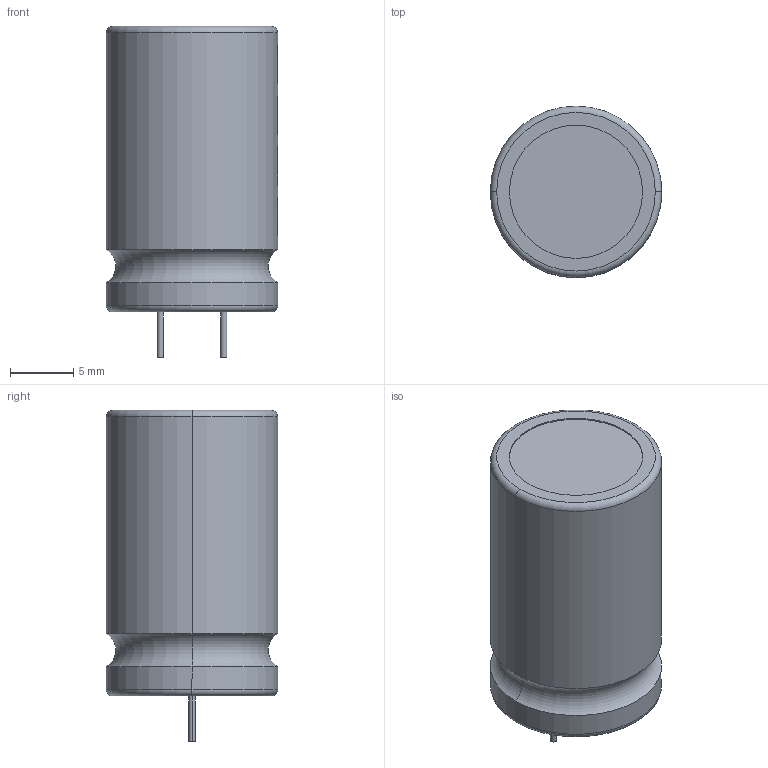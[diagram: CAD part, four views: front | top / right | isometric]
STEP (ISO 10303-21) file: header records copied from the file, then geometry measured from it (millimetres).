
FILE_DESCRIPTION((''),'2;1');
FILE_NAME('CAPPR500-1350X2200.stp','2012-04-11T14:34:54',(''),(''),'Mechanical Desktop 2011','Mechanical Desktop 2011',', , ');
FILE_SCHEMA(('AUTOMOTIVE_DESIGN { 1 2 10303 214 1 1 1 1 }'));
Length unit declared in the file: millimetre
Products named in the file (1): Product
Bounding box: 13.5 x 13.5 x 26.1 mm (x, y, z)
Volume: 3144.3 mm3; surface area: 1663.9 mm2
Topology: 9 solids, 9 shells, 78 faces, 166 edges, 108 vertices
Faces by surface type: plane 44, cylinder 28, torus 6
Entity records: 2172 total; most frequent: DIRECTION 406, CARTESIAN_POINT 353, ORIENTED_EDGE 332, EDGE_CURVE 166, AXIS2_PLACEMENT_3D 161, VERTEX_POINT 108, VECTOR 84, LINE 84
